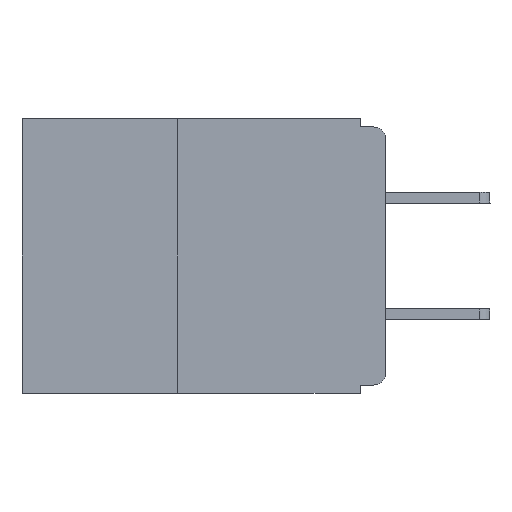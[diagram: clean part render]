
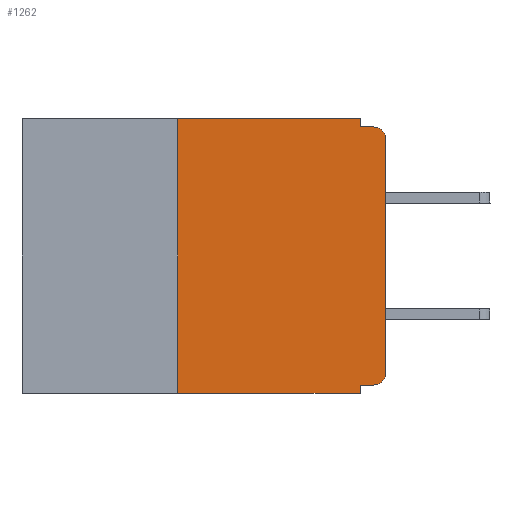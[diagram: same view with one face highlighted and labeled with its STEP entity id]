
A CAD part, left-side view. The second image highlights one B-rep face of the part: STEP entity #1262.
In plain terms, the highlighted planar face has unit normal (-1, 0, 0).
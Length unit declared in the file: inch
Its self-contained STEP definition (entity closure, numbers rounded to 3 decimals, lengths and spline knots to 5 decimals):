
#38 = DIRECTION ( 'NONE',  ( 0., -1., 0. ) ) ;
#114 = EDGE_LOOP ( 'NONE', ( #10105, #3572, #10418, #2019, #8853, #7072, #8839, #2491, #9897, #3747 ) ) ;
#419 = DIRECTION ( 'NONE',  ( -1., 0., 0. ) ) ;
#510 = VECTOR ( 'NONE', #7652, 39.37008 ) ;
#661 = EDGE_CURVE ( 'NONE', #10025, #4274, #10751, .T. ) ;
#765 = CARTESIAN_POINT ( 'NONE',  ( 0., 0.015, -0.305 ) ) ;
#899 = PLANE ( 'NONE',  #3676 ) ;
#908 = EDGE_CURVE ( 'NONE', #10025, #5598, #3329, .T. ) ;
#1012 = VECTOR ( 'NONE', #5249, 39.37008 ) ;
#1258 = LINE ( 'NONE', #4828, #7616 ) ;
#1262 = ADVANCED_FACE ( 'NONE', ( #2427 ), #899, .F. ) ;
#1388 = DIRECTION ( 'NONE',  ( 0., 0., -1. ) ) ;
#1719 = LINE ( 'NONE', #10381, #10039 ) ;
#1726 = CARTESIAN_POINT ( 'NONE',  ( 0., 0.031, 0. ) ) ;
#1786 = EDGE_CURVE ( 'NONE', #5112, #7883, #6124, .T. ) ;
#1852 = VERTEX_POINT ( 'NONE', #7971 ) ;
#1876 = CIRCLE ( 'NONE', #8091, 0.015 ) ;
#2019 = ORIENTED_EDGE ( 'NONE', *, *, #9658, .F. ) ;
#2281 = DIRECTION ( 'NONE',  ( 0., 0., -1. ) ) ;
#2371 = VECTOR ( 'NONE', #1388, 39.37008 ) ;
#2427 = FACE_OUTER_BOUND ( 'NONE', #114, .T. ) ;
#2491 = ORIENTED_EDGE ( 'NONE', *, *, #4215, .F. ) ;
#2547 = CARTESIAN_POINT ( 'NONE',  ( 0., 0.437, 0. ) ) ;
#2601 = CARTESIAN_POINT ( 'NONE',  ( 0., 0.437, 0. ) ) ;
#2637 = DIRECTION ( 'NONE',  ( 1., 0., 0. ) ) ;
#2829 = CARTESIAN_POINT ( 'NONE',  ( 0., 0.031, -0.32 ) ) ;
#2912 = EDGE_CURVE ( 'NONE', #8724, #1852, #1876, .T. ) ;
#2936 = VERTEX_POINT ( 'NONE', #4551 ) ;
#3248 = LINE ( 'NONE', #8748, #1012 ) ;
#3329 = LINE ( 'NONE', #8734, #5990 ) ;
#3566 = DIRECTION ( 'NONE',  ( 0., 0., 1. ) ) ;
#3572 = ORIENTED_EDGE ( 'NONE', *, *, #2912, .T. ) ;
#3676 = AXIS2_PLACEMENT_3D ( 'NONE', #2601, #2637, #6038 ) ;
#3747 = ORIENTED_EDGE ( 'NONE', *, *, #661, .T. ) ;
#3939 = CARTESIAN_POINT ( 'NONE',  ( 0., 0.015, -0.025 ) ) ;
#4057 = CARTESIAN_POINT ( 'NONE',  ( 0., 0.437, -0.33 ) ) ;
#4059 = DIRECTION ( 'NONE',  ( 0., 0., -1. ) ) ;
#4126 = CARTESIAN_POINT ( 'NONE',  ( 0., 0.25, 0. ) ) ;
#4215 = EDGE_CURVE ( 'NONE', #5598, #2936, #6858, .T. ) ;
#4274 = VERTEX_POINT ( 'NONE', #5837 ) ;
#4293 = VERTEX_POINT ( 'NONE', #1726 ) ;
#4551 = CARTESIAN_POINT ( 'NONE',  ( 0., 0.031, -0.33 ) ) ;
#4719 = CARTESIAN_POINT ( 'NONE',  ( 0., 0.031, -0.33 ) ) ;
#4828 = CARTESIAN_POINT ( 'NONE',  ( 0., 0.031, 0. ) ) ;
#5013 = DIRECTION ( 'NONE',  ( -1., 0., 0. ) ) ;
#5112 = VERTEX_POINT ( 'NONE', #7169 ) ;
#5132 = CARTESIAN_POINT ( 'NONE',  ( 0., 0.25, -0.33 ) ) ;
#5249 = DIRECTION ( 'NONE',  ( 0., 0., 1. ) ) ;
#5434 = EDGE_CURVE ( 'NONE', #5112, #2936, #5682, .T. ) ;
#5516 = EDGE_CURVE ( 'NONE', #7883, #4293, #10974, .T. ) ;
#5563 = CARTESIAN_POINT ( 'NONE',  ( 0., 0.015, -0.32 ) ) ;
#5598 = VERTEX_POINT ( 'NONE', #2829 ) ;
#5682 = LINE ( 'NONE', #4057, #510 ) ;
#5837 = CARTESIAN_POINT ( 'NONE',  ( 0., 0., -0.305 ) ) ;
#5913 = VERTEX_POINT ( 'NONE', #6809 ) ;
#5990 = VECTOR ( 'NONE', #9577, 39.37008 ) ;
#6008 = EDGE_CURVE ( 'NONE', #5913, #1852, #1719, .T. ) ;
#6038 = DIRECTION ( 'NONE',  ( 0., 0., -1. ) ) ;
#6124 = LINE ( 'NONE', #5132, #7969 ) ;
#6809 = CARTESIAN_POINT ( 'NONE',  ( 0., 0.031, -0.01 ) ) ;
#6858 = LINE ( 'NONE', #4719, #2371 ) ;
#7019 = DIRECTION ( 'NONE',  ( 0., -1., 0. ) ) ;
#7072 = ORIENTED_EDGE ( 'NONE', *, *, #1786, .F. ) ;
#7169 = CARTESIAN_POINT ( 'NONE',  ( 0., 0.25, -0.33 ) ) ;
#7539 = VECTOR ( 'NONE', #38, 39.37008 ) ;
#7616 = VECTOR ( 'NONE', #2281, 39.37008 ) ;
#7652 = DIRECTION ( 'NONE',  ( 0., -1., 0. ) ) ;
#7655 = EDGE_CURVE ( 'NONE', #4274, #8724, #3248, .T. ) ;
#7883 = VERTEX_POINT ( 'NONE', #4126 ) ;
#7969 = VECTOR ( 'NONE', #3566, 39.37008 ) ;
#7971 = CARTESIAN_POINT ( 'NONE',  ( 0., 0.015, -0.01 ) ) ;
#8091 = AXIS2_PLACEMENT_3D ( 'NONE', #3939, #419, #9334 ) ;
#8434 = AXIS2_PLACEMENT_3D ( 'NONE', #765, #5013, #4059 ) ;
#8724 = VERTEX_POINT ( 'NONE', #10820 ) ;
#8734 = CARTESIAN_POINT ( 'NONE',  ( 0., 0., -0.32 ) ) ;
#8748 = CARTESIAN_POINT ( 'NONE',  ( 0., 0., 0. ) ) ;
#8839 = ORIENTED_EDGE ( 'NONE', *, *, #5434, .T. ) ;
#8853 = ORIENTED_EDGE ( 'NONE', *, *, #5516, .F. ) ;
#9334 = DIRECTION ( 'NONE',  ( 0., 0., -1. ) ) ;
#9577 = DIRECTION ( 'NONE',  ( 0., 1., 0. ) ) ;
#9658 = EDGE_CURVE ( 'NONE', #4293, #5913, #1258, .T. ) ;
#9897 = ORIENTED_EDGE ( 'NONE', *, *, #908, .F. ) ;
#10025 = VERTEX_POINT ( 'NONE', #5563 ) ;
#10039 = VECTOR ( 'NONE', #7019, 39.37008 ) ;
#10105 = ORIENTED_EDGE ( 'NONE', *, *, #7655, .T. ) ;
#10381 = CARTESIAN_POINT ( 'NONE',  ( 0., 0., -0.01 ) ) ;
#10418 = ORIENTED_EDGE ( 'NONE', *, *, #6008, .F. ) ;
#10751 = CIRCLE ( 'NONE', #8434, 0.015 ) ;
#10820 = CARTESIAN_POINT ( 'NONE',  ( 0., 0., -0.025 ) ) ;
#10974 = LINE ( 'NONE', #2547, #7539 ) ;
